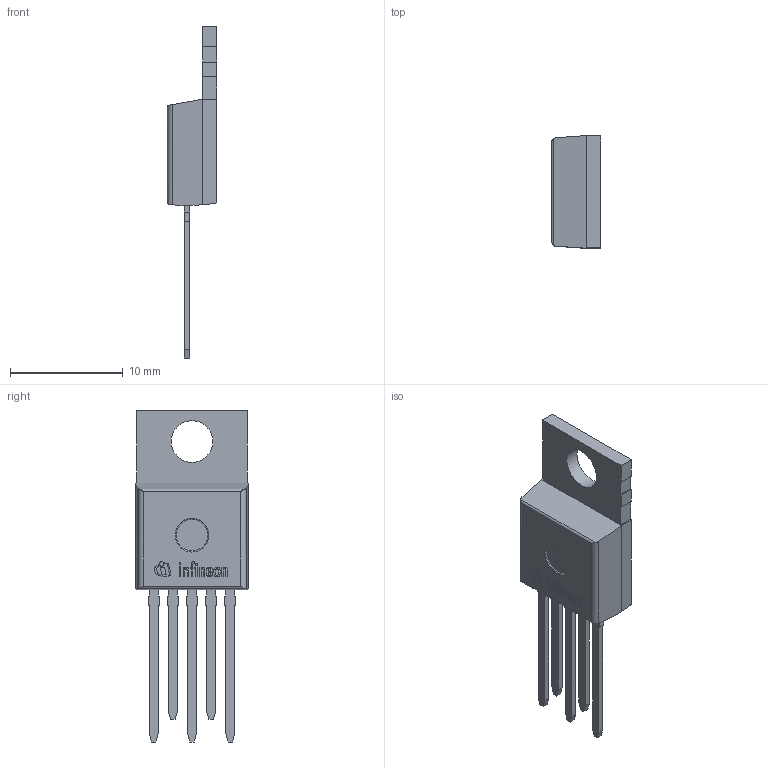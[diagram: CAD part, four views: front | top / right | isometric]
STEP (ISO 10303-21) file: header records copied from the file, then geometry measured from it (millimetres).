
FILE_DESCRIPTION(/* description */ (''),/* implementation_level */ '2;1');
FILE_NAME(/* name */ 'PG-TO220-5-12_Z8B00003158_V01_3D.stp',/* time_stamp */ '2024-08-06T15:12:50+05:30',/* author */ ('sivamani'),/* organization */ (''),/* preprocessor_version */ 'ST-DEVELOPER v19.2',/* originating_system */ 'AutoCAD Mechanical',/* authorisation */ '');
FILE_SCHEMA (('AUTOMOTIVE_DESIGN { 1 0 10303 214 3 1 1 }'));
Length unit declared in the file: millimetre
Products named in the file (1): Product
Bounding box: 4.41 x 10 x 29.45 mm (x, y, z)
Volume: 555.2 mm3; surface area: 801.9 mm2
Topology: 19 solids, 19 shells, 243 faces, 609 edges, 405 vertices
Faces by surface type: plane 213, bspline 20, cylinder 9, torus 1
Full cylindrical faces by diameter (mm): 0.201 x1, 0.403 x1, 3 x1, 3.7 x1
Entity records: 7381 total; most frequent: CARTESIAN_POINT 1998, ORIENTED_EDGE 1218, DIRECTION 929, EDGE_CURVE 609, LINE 449, VECTOR 449, VERTEX_POINT 405, EDGE_LOOP 250
